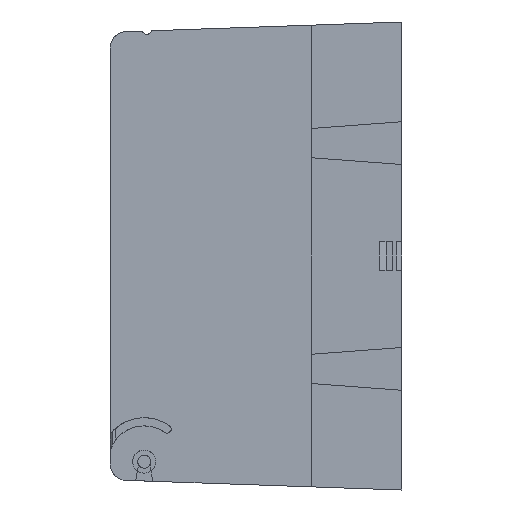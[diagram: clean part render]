
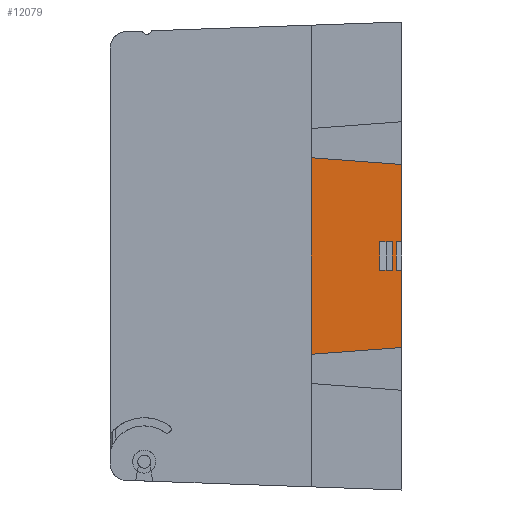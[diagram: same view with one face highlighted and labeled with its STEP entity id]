
A CAD part, left-side view. The second image highlights one B-rep face of the part: STEP entity #12079.
In plain terms, the highlighted planar face has unit normal (1, 0, 0).
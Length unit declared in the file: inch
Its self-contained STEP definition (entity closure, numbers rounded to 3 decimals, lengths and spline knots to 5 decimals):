
#175 = EDGE_CURVE ( 'NONE', #59692, #6849, #4017, .T. ) ;
#1233 = CARTESIAN_POINT ( 'NONE',  ( -3.945, 0.26794, 0.175 ) ) ;
#1753 = CARTESIAN_POINT ( 'NONE',  ( -3.945, 1.1, 6.44233 ) ) ;
#1819 = CARTESIAN_POINT ( 'NONE',  ( -3.945, 0.065, -0.175 ) ) ;
#2809 = ORIENTED_EDGE ( 'NONE', *, *, #5714, .T. ) ;
#4017 = LINE ( 'NONE', #4538, #12203 ) ;
#4215 = DIRECTION ( 'NONE',  ( 0., 0., -1. ) ) ;
#4319 = DIRECTION ( 'NONE',  ( 0., 0., -1. ) ) ;
#4372 = EDGE_CURVE ( 'NONE', #7154, #4865, #34668, .T. ) ;
#4389 = EDGE_CURVE ( 'NONE', #59154, #60973, #34737, .T. ) ;
#4393 = DIRECTION ( 'NONE',  ( 1., 0., 0. ) ) ;
#4466 = CARTESIAN_POINT ( 'NONE',  ( -3.945, 0., 6.44233 ) ) ;
#4538 = CARTESIAN_POINT ( 'NONE',  ( -3.945, 0.065, 6.44233 ) ) ;
#4865 = VERTEX_POINT ( 'NONE', #22890 ) ;
#5714 = EDGE_CURVE ( 'NONE', #8874, #34763, #29265, .T. ) ;
#5875 = CARTESIAN_POINT ( 'NONE',  ( -3.945, 0.115, -0.175 ) ) ;
#5882 = VECTOR ( 'NONE', #60125, 39.37008 ) ;
#6518 = CARTESIAN_POINT ( 'NONE',  ( -3.945, 0.065, 0.175 ) ) ;
#6737 = ORIENTED_EDGE ( 'NONE', *, *, #4389, .T. ) ;
#6849 = VERTEX_POINT ( 'NONE', #1819 ) ;
#7154 = VERTEX_POINT ( 'NONE', #56007 ) ;
#7626 = PLANE ( 'NONE',  #33977 ) ;
#8874 = VERTEX_POINT ( 'NONE', #33911 ) ;
#9035 = VERTEX_POINT ( 'NONE', #23353 ) ;
#9093 = ORIENTED_EDGE ( 'NONE', *, *, #4372, .T. ) ;
#12079 = ADVANCED_FACE ( 'NONE', ( #41288, #41828 ), #7626, .T. ) ;
#12203 = VECTOR ( 'NONE', #4215, 39.37008 ) ;
#15431 = VECTOR ( 'NONE', #34464, 39.37008 ) ;
#17069 = CARTESIAN_POINT ( 'NONE',  ( -3.945, 0., -0.175 ) ) ;
#18011 = LINE ( 'NONE', #1753, #29147 ) ;
#20673 = EDGE_CURVE ( 'NONE', #60973, #40962, #32270, .T. ) ;
#20747 = DIRECTION ( 'NONE',  ( 0., 0., -1. ) ) ;
#20770 = ORIENTED_EDGE ( 'NONE', *, *, #55135, .T. ) ;
#21981 = ORIENTED_EDGE ( 'NONE', *, *, #20673, .T. ) ;
#22762 = ORIENTED_EDGE ( 'NONE', *, *, #23918, .T. ) ;
#22890 = CARTESIAN_POINT ( 'NONE',  ( -3.945, 1.1, -1.19653 ) ) ;
#23353 = CARTESIAN_POINT ( 'NONE',  ( -3.945, 0., -0.175 ) ) ;
#23918 = EDGE_CURVE ( 'NONE', #40962, #37278, #30994, .T. ) ;
#24218 = VECTOR ( 'NONE', #20747, 39.37008 ) ;
#24436 = VECTOR ( 'NONE', #58534, 39.37008 ) ;
#27055 = EDGE_LOOP ( 'NONE', ( #22762, #42270, #6737, #21981 ) ) ;
#27542 = ORIENTED_EDGE ( 'NONE', *, *, #37239, .F. ) ;
#28140 = LINE ( 'NONE', #48144, #15431 ) ;
#28677 = VERTEX_POINT ( 'NONE', #44887 ) ;
#29147 = VECTOR ( 'NONE', #39883, 39.37008 ) ;
#29265 = LINE ( 'NONE', #60568, #5882 ) ;
#29555 = VECTOR ( 'NONE', #40645, 39.37008 ) ;
#30966 = CARTESIAN_POINT ( 'NONE',  ( -3.945, 0., 1.115 ) ) ;
#30994 = LINE ( 'NONE', #60659, #24218 ) ;
#31055 = VECTOR ( 'NONE', #59030, 39.37008 ) ;
#32270 = LINE ( 'NONE', #54012, #35763 ) ;
#32534 = LINE ( 'NONE', #17069, #31055 ) ;
#33911 = CARTESIAN_POINT ( 'NONE',  ( -3.945, 1.1, 1.19653 ) ) ;
#33977 = AXIS2_PLACEMENT_3D ( 'NONE', #4466, #4393, #4319 ) ;
#34071 = VECTOR ( 'NONE', #44675, 39.37008 ) ;
#34464 = DIRECTION ( 'NONE',  ( 0., 0., -1. ) ) ;
#34496 = VECTOR ( 'NONE', #45059, 39.37008 ) ;
#34668 = LINE ( 'NONE', #45579, #34496 ) ;
#34737 = LINE ( 'NONE', #45129, #34071 ) ;
#34763 = VERTEX_POINT ( 'NONE', #30966 ) ;
#35186 = EDGE_LOOP ( 'NONE', ( #60815, #54762, #9093, #27542, #2809, #44724, #20770, #55575 ) ) ;
#35257 = CARTESIAN_POINT ( 'NONE',  ( -3.945, 0.26794, -0.175 ) ) ;
#35290 = CARTESIAN_POINT ( 'NONE',  ( -3.945, 0., 6.44233 ) ) ;
#35386 = EDGE_CURVE ( 'NONE', #37278, #59154, #32534, .T. ) ;
#35763 = VECTOR ( 'NONE', #53804, 39.37008 ) ;
#37239 = EDGE_CURVE ( 'NONE', #8874, #4865, #18011, .T. ) ;
#37278 = VERTEX_POINT ( 'NONE', #35257 ) ;
#39883 = DIRECTION ( 'NONE',  ( 0., 0., -1. ) ) ;
#40115 = DIRECTION ( 'NONE',  ( 0., 0., -1. ) ) ;
#40645 = DIRECTION ( 'NONE',  ( 0., 1., 0. ) ) ;
#40962 = VERTEX_POINT ( 'NONE', #1233 ) ;
#41288 = FACE_BOUND ( 'NONE', #27055, .T. ) ;
#41828 = FACE_OUTER_BOUND ( 'NONE', #35186, .T. ) ;
#42270 = ORIENTED_EDGE ( 'NONE', *, *, #35386, .T. ) ;
#43327 = CARTESIAN_POINT ( 'NONE',  ( -3.945, 0.115, 0.175 ) ) ;
#44675 = DIRECTION ( 'NONE',  ( 0., 0., 1. ) ) ;
#44724 = ORIENTED_EDGE ( 'NONE', *, *, #52187, .T. ) ;
#44887 = CARTESIAN_POINT ( 'NONE',  ( -3.945, 0., 0.175 ) ) ;
#45059 = DIRECTION ( 'NONE',  ( 0., 0.997, -0.074 ) ) ;
#45129 = CARTESIAN_POINT ( 'NONE',  ( -3.945, 0.115, 6.44233 ) ) ;
#45579 = CARTESIAN_POINT ( 'NONE',  ( -3.945, 0., -1.115 ) ) ;
#46610 = LINE ( 'NONE', #35290, #57488 ) ;
#48144 = CARTESIAN_POINT ( 'NONE',  ( -3.945, 0., 6.44233 ) ) ;
#49328 = LINE ( 'NONE', #53893, #24436 ) ;
#49883 = CARTESIAN_POINT ( 'NONE',  ( -3.945, 0., 0.175 ) ) ;
#50062 = EDGE_CURVE ( 'NONE', #9035, #7154, #28140, .T. ) ;
#52187 = EDGE_CURVE ( 'NONE', #34763, #28677, #46610, .T. ) ;
#53804 = DIRECTION ( 'NONE',  ( 0., 1., 0. ) ) ;
#53893 = CARTESIAN_POINT ( 'NONE',  ( -3.945, 0., -0.175 ) ) ;
#54012 = CARTESIAN_POINT ( 'NONE',  ( -3.945, 0., 0.175 ) ) ;
#54299 = LINE ( 'NONE', #49883, #29555 ) ;
#54548 = EDGE_CURVE ( 'NONE', #9035, #6849, #49328, .T. ) ;
#54762 = ORIENTED_EDGE ( 'NONE', *, *, #50062, .T. ) ;
#55135 = EDGE_CURVE ( 'NONE', #28677, #59692, #54299, .T. ) ;
#55575 = ORIENTED_EDGE ( 'NONE', *, *, #175, .T. ) ;
#56007 = CARTESIAN_POINT ( 'NONE',  ( -3.945, 0., -1.115 ) ) ;
#57488 = VECTOR ( 'NONE', #40115, 39.37008 ) ;
#58534 = DIRECTION ( 'NONE',  ( 0., 1., 0. ) ) ;
#59030 = DIRECTION ( 'NONE',  ( 0., -1., 0. ) ) ;
#59154 = VERTEX_POINT ( 'NONE', #5875 ) ;
#59692 = VERTEX_POINT ( 'NONE', #6518 ) ;
#60125 = DIRECTION ( 'NONE',  ( 0., -0.997, -0.074 ) ) ;
#60568 = CARTESIAN_POINT ( 'NONE',  ( -3.945, 1.1, 1.19653 ) ) ;
#60659 = CARTESIAN_POINT ( 'NONE',  ( -3.945, 0.26794, 6.44233 ) ) ;
#60815 = ORIENTED_EDGE ( 'NONE', *, *, #54548, .F. ) ;
#60973 = VERTEX_POINT ( 'NONE', #43327 ) ;
